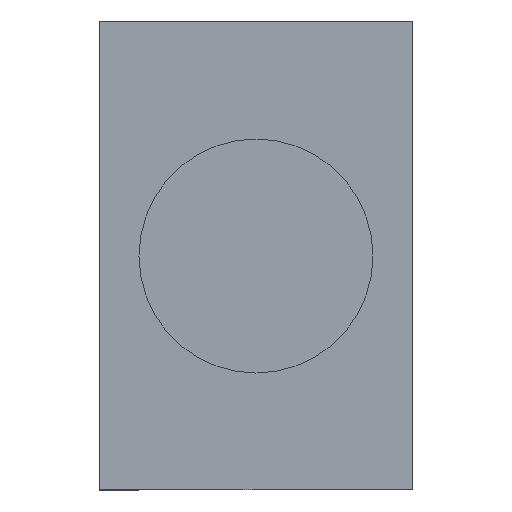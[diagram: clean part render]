
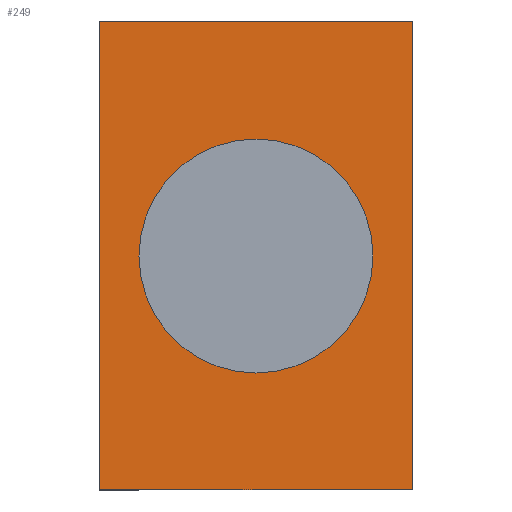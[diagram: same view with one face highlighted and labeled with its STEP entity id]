
A CAD part, left-side view. The second image highlights one B-rep face of the part: STEP entity #249.
In plain terms, the highlighted planar face has unit normal (-1, 0, 0).
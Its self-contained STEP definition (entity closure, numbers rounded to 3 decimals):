
#40 = VECTOR ( 'NONE', #325, 1000. ) ;
#51 = CARTESIAN_POINT ( 'NONE',  ( -10., -10., -15. ) ) ;
#61 = LINE ( 'NONE', #578, #541 ) ;
#91 = EDGE_CURVE ( 'NONE', #613, #790, #725, .T. ) ;
#106 = VECTOR ( 'NONE', #193, 1000. ) ;
#116 = VECTOR ( 'NONE', #227, 1000. ) ;
#129 = CARTESIAN_POINT ( 'NONE',  ( -10., -10., -15. ) ) ;
#160 = VERTEX_POINT ( 'NONE', #342 ) ;
#165 = AXIS2_PLACEMENT_3D ( 'NONE', #235, #180, #364 ) ;
#170 = CIRCLE ( 'NONE', #804, 7.5 ) ;
#180 = DIRECTION ( 'NONE',  ( -1., 0., 0. ) ) ;
#193 = DIRECTION ( 'NONE',  ( 0., 0., 1. ) ) ;
#213 = DIRECTION ( 'NONE',  ( 0., 0., 1. ) ) ;
#227 = DIRECTION ( 'NONE',  ( 0., 0., -1. ) ) ;
#235 = CARTESIAN_POINT ( 'NONE',  ( -10., 0., 0. ) ) ;
#249 = ADVANCED_FACE ( 'NONE', ( #504, #385 ), #470, .F. ) ;
#267 = VERTEX_POINT ( 'NONE', #605 ) ;
#274 = ORIENTED_EDGE ( 'NONE', *, *, #458, .F. ) ;
#275 = DIRECTION ( 'NONE',  ( -1., 0., 0. ) ) ;
#289 = DIRECTION ( 'NONE',  ( 1., 0., 0. ) ) ;
#295 = CARTESIAN_POINT ( 'NONE',  ( -10., -10., -15. ) ) ;
#305 = CARTESIAN_POINT ( 'NONE',  ( -10., -10., 15. ) ) ;
#315 = VERTEX_POINT ( 'NONE', #305 ) ;
#325 = DIRECTION ( 'NONE',  ( 0., -1., 0. ) ) ;
#338 = CARTESIAN_POINT ( 'NONE',  ( -10., 0., 0. ) ) ;
#342 = CARTESIAN_POINT ( 'NONE',  ( -10., 10., 15. ) ) ;
#364 = DIRECTION ( 'NONE',  ( 0., 0., 1. ) ) ;
#372 = VERTEX_POINT ( 'NONE', #426 ) ;
#376 = ORIENTED_EDGE ( 'NONE', *, *, #537, .T. ) ;
#385 = FACE_OUTER_BOUND ( 'NONE', #633, .T. ) ;
#392 = AXIS2_PLACEMENT_3D ( 'NONE', #779, #289, #479 ) ;
#413 = EDGE_CURVE ( 'NONE', #372, #267, #476, .T. ) ;
#426 = CARTESIAN_POINT ( 'NONE',  ( -10., 0., -7.5 ) ) ;
#458 = EDGE_CURVE ( 'NONE', #267, #372, #170, .T. ) ;
#466 = DIRECTION ( 'NONE',  ( 0., 1., 0. ) ) ;
#470 = PLANE ( 'NONE',  #392 ) ;
#476 = CIRCLE ( 'NONE', #165, 7.5 ) ;
#479 = DIRECTION ( 'NONE',  ( 0., 0., -1. ) ) ;
#491 = LINE ( 'NONE', #129, #106 ) ;
#492 = CARTESIAN_POINT ( 'NONE',  ( -10., 10., -15. ) ) ;
#504 = FACE_BOUND ( 'NONE', #656, .T. ) ;
#522 = LINE ( 'NONE', #492, #116 ) ;
#534 = EDGE_CURVE ( 'NONE', #315, #160, #61, .T. ) ;
#537 = EDGE_CURVE ( 'NONE', #790, #315, #491, .T. ) ;
#541 = VECTOR ( 'NONE', #466, 1000. ) ;
#553 = ORIENTED_EDGE ( 'NONE', *, *, #534, .T. ) ;
#578 = CARTESIAN_POINT ( 'NONE',  ( -10., -10., 15. ) ) ;
#588 = CARTESIAN_POINT ( 'NONE',  ( -10., 10., -15. ) ) ;
#605 = CARTESIAN_POINT ( 'NONE',  ( -10., 0., 7.5 ) ) ;
#613 = VERTEX_POINT ( 'NONE', #588 ) ;
#633 = EDGE_LOOP ( 'NONE', ( #737, #376, #553, #715 ) ) ;
#656 = EDGE_LOOP ( 'NONE', ( #274, #817 ) ) ;
#715 = ORIENTED_EDGE ( 'NONE', *, *, #782, .T. ) ;
#725 = LINE ( 'NONE', #51, #40 ) ;
#737 = ORIENTED_EDGE ( 'NONE', *, *, #91, .T. ) ;
#779 = CARTESIAN_POINT ( 'NONE',  ( -10., 0., 0. ) ) ;
#782 = EDGE_CURVE ( 'NONE', #160, #613, #522, .T. ) ;
#790 = VERTEX_POINT ( 'NONE', #295 ) ;
#804 = AXIS2_PLACEMENT_3D ( 'NONE', #338, #275, #213 ) ;
#817 = ORIENTED_EDGE ( 'NONE', *, *, #413, .F. ) ;
